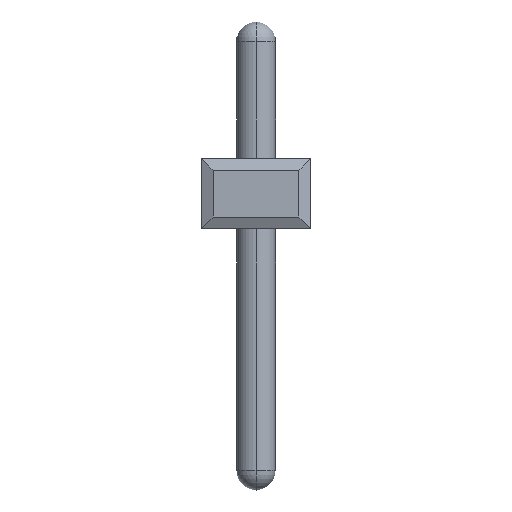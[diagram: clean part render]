
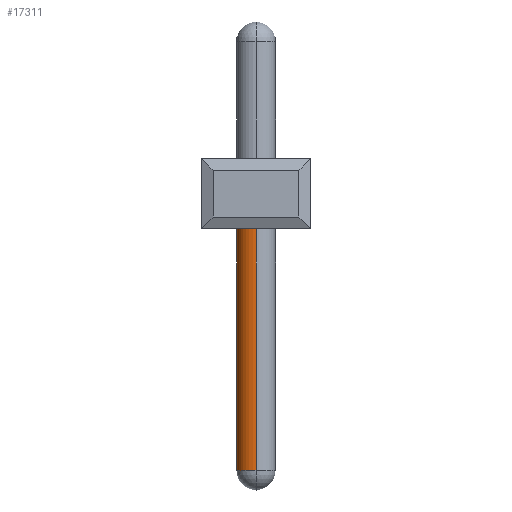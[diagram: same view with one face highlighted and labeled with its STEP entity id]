
A CAD part, front view. The second image highlights one B-rep face of the part: STEP entity #17311.
In plain terms, the highlighted cylindrical face has radius 0.5 mm (diameter 1 mm), a partial arc.
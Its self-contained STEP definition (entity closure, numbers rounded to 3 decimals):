
#6007=CARTESIAN_POINT('',(1.4,-68.25,0.2));
#6008=DIRECTION('',(0.,0.,1.));
#6009=DIRECTION('',(0.,1.,0.));
#6010=AXIS2_PLACEMENT_3D('',#6007,#6008,#6009);
#6021=CARTESIAN_POINT('',(1.4,-68.25,-6.2));
#6022=DIRECTION('',(0.,0.,1.));
#6023=DIRECTION('',(0.,1.,0.));
#6024=AXIS2_PLACEMENT_3D('',#6021,#6022,#6023);
#6026=DIRECTION('',(0.,0.,1.));
#6027=VECTOR('',#6026,6.4);
#6028=CARTESIAN_POINT('',(1.4,-67.75,-6.2));
#6029=LINE('',#6028,#6027);
#6035=DIRECTION('',(0.,0.,1.));
#6036=VECTOR('',#6035,6.4);
#6037=CARTESIAN_POINT('',(1.4,-68.75,-6.2));
#6038=LINE('',#6037,#6036);
#7694=CARTESIAN_POINT('',(1.4,-67.75,-6.2));
#7696=VERTEX_POINT('',#7694);
#7701=CARTESIAN_POINT('',(1.4,-68.75,-6.2));
#7702=VERTEX_POINT('',#7701);
#7705=CARTESIAN_POINT('',(1.4,-67.75,0.2));
#7706=CARTESIAN_POINT('',(1.4,-68.75,0.2));
#7707=VERTEX_POINT('',#7705);
#7708=VERTEX_POINT('',#7706);
#17297=CARTESIAN_POINT('',(1.4,-68.25,-7.3));
#17298=DIRECTION('',(0.,0.,1.));
#17299=DIRECTION('',(0.,1.,0.));
#17300=AXIS2_PLACEMENT_3D('',#17297,#17298,#17299);
#17301=CYLINDRICAL_SURFACE('',#17300,0.5);
#17302=ORIENTED_EDGE('',*,*,#17278,.T.);
#17304=ORIENTED_EDGE('',*,*,#17303,.F.);
#17306=ORIENTED_EDGE('',*,*,#17305,.F.);
#17308=ORIENTED_EDGE('',*,*,#17307,.T.);
#17309=EDGE_LOOP('',(#17302,#17304,#17306,#17308));
#17310=FACE_OUTER_BOUND('',#17309,.F.);
#17311=ADVANCED_FACE('',(#17310),#17301,.T.);
#6011=CIRCLE('',#6010,0.5);
#6025=CIRCLE('',#6024,0.5);
#17278=EDGE_CURVE('',#7707,#7708,#6011,.T.);
#17303=EDGE_CURVE('',#7702,#7708,#6038,.T.);
#17305=EDGE_CURVE('',#7696,#7702,#6025,.T.);
#17307=EDGE_CURVE('',#7696,#7707,#6029,.T.);
